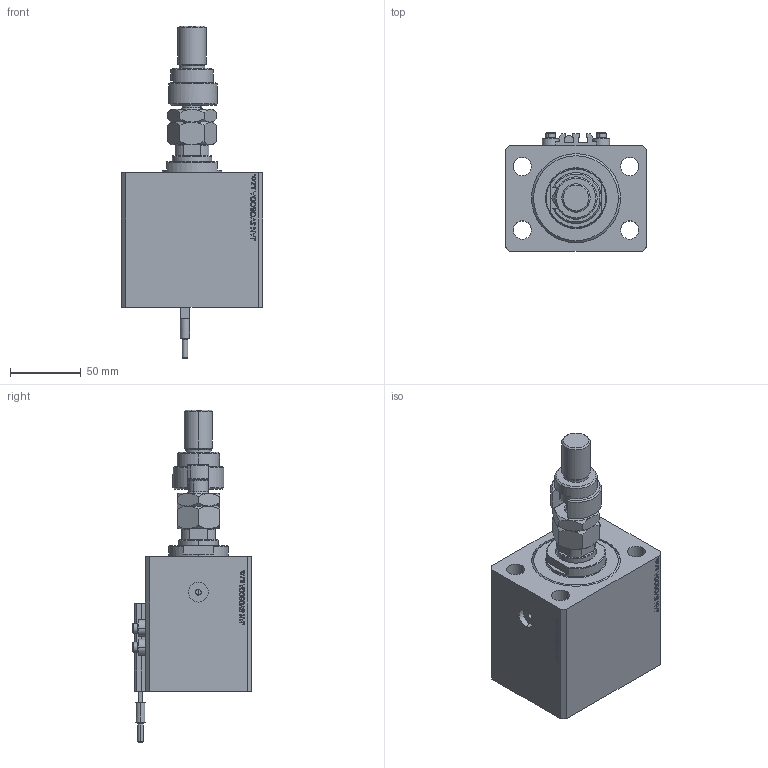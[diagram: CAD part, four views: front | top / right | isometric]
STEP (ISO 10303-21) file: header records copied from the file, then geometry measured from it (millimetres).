
FILE_DESCRIPTION (( 'STEP AP203' ), '1' );
FILE_NAME ('5086.STEP', '2023-10-07T15:56:46', ( '' ), ( '' ), 'SwSTEP 2.0', 'SolidWorks 2019', '' );
FILE_SCHEMA (( 'CONFIG_CONTROL_DESIGN' ));
Length unit declared in the file: millimetre
Products named in the file (9): SWITCH_V250CE 4daac9d8e2124b1f1768a9d097138c7f; FEMALE_PART_FOR_DFA 4daac9d8e2124b1f1768a9d097138c7f; V250CE_C_Body 4daac9d8e2124b1f1768a9d097138c7f; ALLEN BOLT V250CE 4daac9d8e2124b1f1768a9d097138c7f; 5086; MFA 4daac9d8e2124b1f1768a9d097138c7f; DFA 4daac9d8e2124b1f1768a9d097138c7f; V250CE_VC_C 4daac9d8e2124b1f1768a9d097138c7f; V250CE_C_VCP 4daac9d8e2124b1f1768a9d097138c7f
Assembly tree (11 placements, depth 3):
  5086
    V250CE_C_Body 4daac9d8e2124b1f1768a9d097138c7f
    ALLEN BOLT V250CE 4daac9d8e2124b1f1768a9d097138c7f  x4
    V250CE_C_VCP 4daac9d8e2124b1f1768a9d097138c7f
    V250CE_VC_C 4daac9d8e2124b1f1768a9d097138c7f
    DFA 4daac9d8e2124b1f1768a9d097138c7f
      FEMALE_PART_FOR_DFA 4daac9d8e2124b1f1768a9d097138c7f
      MFA 4daac9d8e2124b1f1768a9d097138c7f
    SWITCH_V250CE 4daac9d8e2124b1f1768a9d097138c7f
Bounding box: 100 x 84 x 235 mm (x, y, z)
Volume: 698342.1 mm3; surface area: 132094.1 mm2
Topology: 11 solids, 11 shells, 1149 faces, 2846 edges, 1841 vertices
Faces by surface type: plane 548, bspline 374, cylinder 107, cone 100, torus 20
Entity records: 50976 total; most frequent: CARTESIAN_POINT 26744, ORIENTED_EDGE 5382, DIRECTION 3567, EDGE_CURVE 2691, VERTEX_POINT 1757, LINE 1579, VECTOR 1579, EDGE_LOOP 1202
